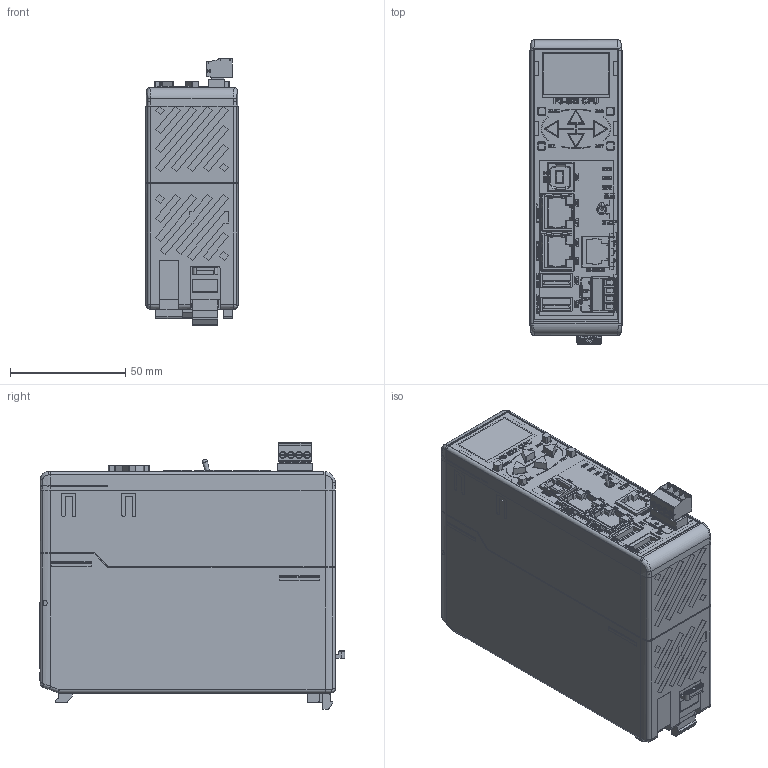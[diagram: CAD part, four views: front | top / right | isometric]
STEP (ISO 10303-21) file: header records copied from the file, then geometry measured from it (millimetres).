
FILE_DESCRIPTION (( 'STEP AP214' ), '1' );
FILE_NAME ('P3-622.STEP', '2025-04-02T00:35:43', ( '' ), ( '' ), 'SwSTEP 2.0', 'SolidWorks 2024', '' );
FILE_SCHEMA (( 'AUTOMOTIVE_DESIGN' ));
Length unit declared in the file: inch
Products named in the file (1): P3-622
Bounding box: 39.9 x 132.41 x 115.76 mm (x, y, z)
Volume: 475870.9 mm3; surface area: 65082.3 mm2
Topology: 35 solids, 48 shells, 4540 faces, 12452 edges, 8202 vertices
Faces by surface type: plane 3324, bspline 879, cylinder 281, cone 46, torus 6, sphere 4
Entity records: 184014 total; most frequent: CARTESIAN_POINT 74272, ORIENTED_EDGE 24892, DIRECTION 18324, EDGE_CURVE 12446, LINE 9890, VECTOR 9890, VERTEX_POINT 8200, EDGE_LOOP 4906
